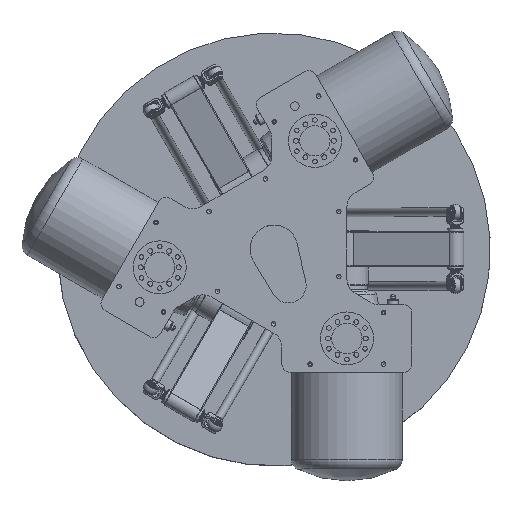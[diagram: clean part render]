
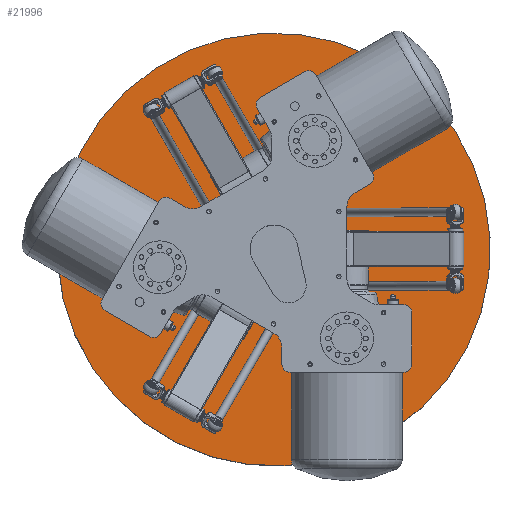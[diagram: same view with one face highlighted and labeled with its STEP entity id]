
A CAD part, top view. The second image highlights one B-rep face of the part: STEP entity #21996.
In plain terms, the highlighted planar face has unit normal (0, 0, 1).
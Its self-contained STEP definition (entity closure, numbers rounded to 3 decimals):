
#2665=CIRCLE('',#24617,400.);
#4513=FACE_OUTER_BOUND('',#6461,.T.);
#6461=EDGE_LOOP('',(#19991));
#11411=VERTEX_POINT('',#46478);
#14271=EDGE_CURVE('',#11411,#11411,#2665,.T.);
#19991=ORIENTED_EDGE('',*,*,#14271,.F.);
#20621=PLANE('',#24618);
#21996=ADVANCED_FACE('',(#4513),#20621,.F.);
#24617=AXIS2_PLACEMENT_3D('',#46479,#31070,#31071);
#24618=AXIS2_PLACEMENT_3D('',#46480,#31072,#31073);
#31070=DIRECTION('center_axis',(0.,0.,-1.));
#31071=DIRECTION('ref_axis',(-1.,0.,0.));
#31072=DIRECTION('center_axis',(0.,0.,-1.));
#31073=DIRECTION('ref_axis',(-1.,0.,0.));
#46478=CARTESIAN_POINT('',(400.,0.,100.));
#46479=CARTESIAN_POINT('Origin',(0.,0.,100.));
#46480=CARTESIAN_POINT('Origin',(0.,0.,100.));
